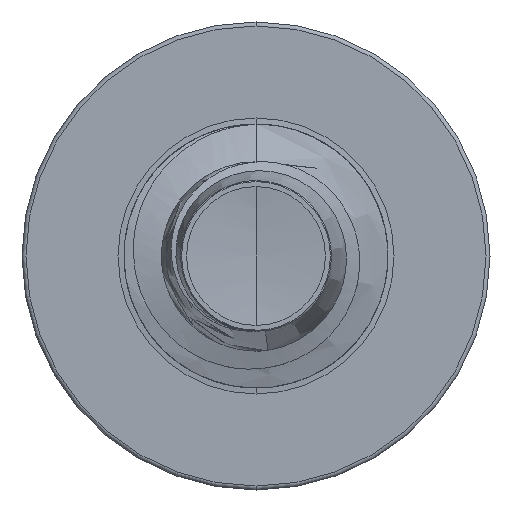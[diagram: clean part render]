
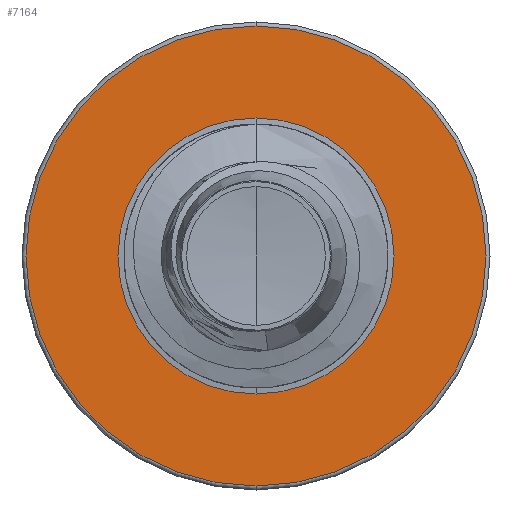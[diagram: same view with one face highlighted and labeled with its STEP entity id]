
A CAD part, front view. The second image highlights one B-rep face of the part: STEP entity #7164.
In plain terms, the highlighted planar face has unit normal (0, -1, 0).
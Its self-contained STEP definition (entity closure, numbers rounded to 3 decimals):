
#146 = CIRCLE ( 'NONE', #23410, 1.917 ) ;
#562 = CARTESIAN_POINT ( 'NONE',  ( 0., 11., -1.15 ) ) ;
#1392 = VERTEX_POINT ( 'NONE', #13406 ) ;
#2431 = DIRECTION ( 'NONE',  ( 0., 0., 1. ) ) ;
#2465 = DIRECTION ( 'NONE',  ( 0., 1., 0. ) ) ;
#2473 = CARTESIAN_POINT ( 'NONE',  ( 0., 11., 0. ) ) ;
#2956 = DIRECTION ( 'NONE',  ( 0., 0., 1. ) ) ;
#2985 = DIRECTION ( 'NONE',  ( 0., 1., 0. ) ) ;
#2994 = CARTESIAN_POINT ( 'NONE',  ( 0., 11., 0. ) ) ;
#4376 = EDGE_CURVE ( 'NONE', #20700, #9822, #18463, .T. ) ;
#5136 = AXIS2_PLACEMENT_3D ( 'NONE', #8087, #8006, #7023 ) ;
#5707 = DIRECTION ( 'NONE',  ( 0., 1., 0. ) ) ;
#7023 = DIRECTION ( 'NONE',  ( 0., 0., 1. ) ) ;
#7164 = ADVANCED_FACE ( 'NONE', ( #24125, #10900 ), #8053, .F. ) ;
#7402 = CARTESIAN_POINT ( 'NONE',  ( 0., 11., 0. ) ) ;
#7439 = ORIENTED_EDGE ( 'NONE', *, *, #24940, .T. ) ;
#8006 = DIRECTION ( 'NONE',  ( 0., 1., 0. ) ) ;
#8053 = PLANE ( 'NONE',  #5136 ) ;
#8087 = CARTESIAN_POINT ( 'NONE',  ( 0., 11., -1.15 ) ) ;
#8229 = VERTEX_POINT ( 'NONE', #562 ) ;
#9686 = EDGE_LOOP ( 'NONE', ( #22344, #25668 ) ) ;
#9822 = VERTEX_POINT ( 'NONE', #16179 ) ;
#10043 = DIRECTION ( 'NONE',  ( 0., 0., 1. ) ) ;
#10120 = CARTESIAN_POINT ( 'NONE',  ( 0., 11., -1.917 ) ) ;
#10900 = FACE_BOUND ( 'NONE', #17960, .T. ) ;
#11059 = EDGE_CURVE ( 'NONE', #9822, #20700, #146, .T. ) ;
#11965 = AXIS2_PLACEMENT_3D ( 'NONE', #18904, #5707, #20459 ) ;
#13406 = CARTESIAN_POINT ( 'NONE',  ( 0., 11., 1.15 ) ) ;
#14246 = CIRCLE ( 'NONE', #14507, 1.15 ) ;
#14507 = AXIS2_PLACEMENT_3D ( 'NONE', #7402, #21403, #10043 ) ;
#16179 = CARTESIAN_POINT ( 'NONE',  ( 0., 11., 1.917 ) ) ;
#17960 = EDGE_LOOP ( 'NONE', ( #7439, #18825 ) ) ;
#18463 = CIRCLE ( 'NONE', #18740, 1.917 ) ;
#18552 = EDGE_CURVE ( 'NONE', #8229, #1392, #21981, .T. ) ;
#18740 = AXIS2_PLACEMENT_3D ( 'NONE', #2473, #2465, #2431 ) ;
#18825 = ORIENTED_EDGE ( 'NONE', *, *, #18552, .T. ) ;
#18904 = CARTESIAN_POINT ( 'NONE',  ( 0., 11., 0. ) ) ;
#20459 = DIRECTION ( 'NONE',  ( 0., 0., 1. ) ) ;
#20700 = VERTEX_POINT ( 'NONE', #10120 ) ;
#21403 = DIRECTION ( 'NONE',  ( 0., 1., 0. ) ) ;
#21981 = CIRCLE ( 'NONE', #11965, 1.15 ) ;
#22344 = ORIENTED_EDGE ( 'NONE', *, *, #11059, .F. ) ;
#23410 = AXIS2_PLACEMENT_3D ( 'NONE', #2994, #2985, #2956 ) ;
#24125 = FACE_OUTER_BOUND ( 'NONE', #9686, .T. ) ;
#24940 = EDGE_CURVE ( 'NONE', #1392, #8229, #14246, .T. ) ;
#25668 = ORIENTED_EDGE ( 'NONE', *, *, #4376, .F. ) ;
